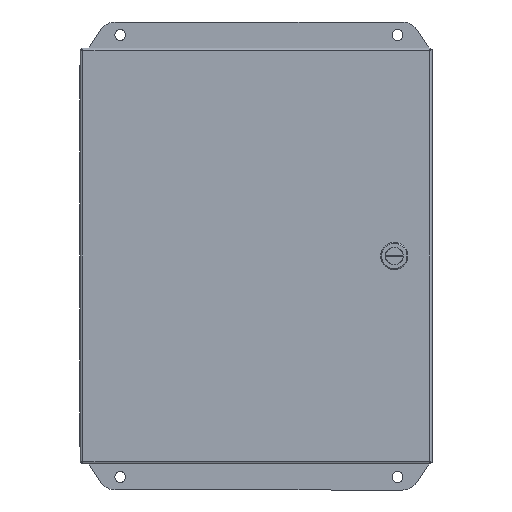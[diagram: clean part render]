
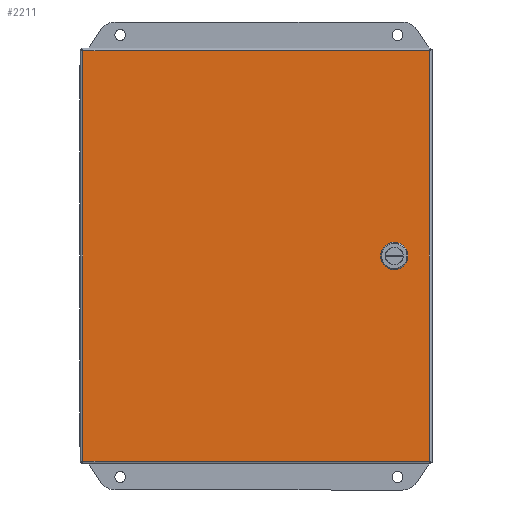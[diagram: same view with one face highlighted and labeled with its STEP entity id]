
A CAD part, front view. The second image highlights one B-rep face of the part: STEP entity #2211.
In plain terms, the highlighted planar face has unit normal (0, -1, 0).
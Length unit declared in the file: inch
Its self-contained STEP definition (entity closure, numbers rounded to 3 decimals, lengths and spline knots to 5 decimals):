
#113 = VERTEX_POINT ( 'NONE', #3881 ) ;
#487 = EDGE_CURVE ( 'NONE', #21185, #16348, #6548, .T. ) ;
#528 = CARTESIAN_POINT ( 'NONE',  ( -5.07322, -5.61133, -5.914 ) ) ;
#765 = ORIENTED_EDGE ( 'NONE', *, *, #10488, .F. ) ;
#904 = EDGE_CURVE ( 'NONE', #8113, #9213, #8860, .T. ) ;
#1185 = VERTEX_POINT ( 'NONE', #9712 ) ;
#1655 = EDGE_CURVE ( 'NONE', #6765, #16373, #19769, .T. ) ;
#2211 = ADVANCED_FACE ( 'NONE', ( #13616, #3398 ), #3722, .T. ) ;
#2344 = VECTOR ( 'NONE', #7708, 39.37008 ) ;
#2382 = VECTOR ( 'NONE', #18159, 39.37008 ) ;
#2396 = ORIENTED_EDGE ( 'NONE', *, *, #904, .F. ) ;
#2765 = EDGE_CURVE ( 'NONE', #16348, #13187, #14662, .T. ) ;
#2886 = EDGE_LOOP ( 'NONE', ( #12782, #12219, #3368, #14234 ) ) ;
#3368 = ORIENTED_EDGE ( 'NONE', *, *, #5428, .T. ) ;
#3369 = CARTESIAN_POINT ( 'NONE',  ( 3.83119, -5.61133, -0.331 ) ) ;
#3398 = FACE_OUTER_BOUND ( 'NONE', #2886, .T. ) ;
#3722 = PLANE ( 'NONE',  #12557 ) ;
#3881 = CARTESIAN_POINT ( 'NONE',  ( 3.83119, -5.61133, 0.331 ) ) ;
#3897 = VECTOR ( 'NONE', #18222, 39.37008 ) ;
#4350 = CARTESIAN_POINT ( 'NONE',  ( 3.98237, -5.61133, -0.331 ) ) ;
#4462 = CARTESIAN_POINT ( 'NONE',  ( 4.91278, -5.61133, 5.914 ) ) ;
#4519 = CARTESIAN_POINT ( 'NONE',  ( 3.57578, -5.61133, -0.07559 ) ) ;
#4769 = CARTESIAN_POINT ( 'NONE',  ( 3.57578, -5.61133, 0.07559 ) ) ;
#5136 = LINE ( 'NONE', #11697, #6950 ) ;
#5166 = DIRECTION ( 'NONE',  ( 0., 0., 1. ) ) ;
#5178 = VECTOR ( 'NONE', #5689, 39.37008 ) ;
#5208 = LINE ( 'NONE', #19719, #3897 ) ;
#5428 = EDGE_CURVE ( 'NONE', #1185, #9031, #14671, .T. ) ;
#5440 = CARTESIAN_POINT ( 'NONE',  ( -5.07322, -5.61133, -5.914 ) ) ;
#5687 = CARTESIAN_POINT ( 'NONE',  ( 3.57578, -5.61133, 0.07559 ) ) ;
#5689 = DIRECTION ( 'NONE',  ( 1., 0., 0. ) ) ;
#5938 = CARTESIAN_POINT ( 'NONE',  ( 3.83119, -5.61133, 0.331 ) ) ;
#6234 = DIRECTION ( 'NONE',  ( 0., 0., -1. ) ) ;
#6453 = LINE ( 'NONE', #13131, #12773 ) ;
#6548 = LINE ( 'NONE', #4519, #9386 ) ;
#6621 = CARTESIAN_POINT ( 'NONE',  ( 3.98237, -5.61133, -0.331 ) ) ;
#6701 = VECTOR ( 'NONE', #15201, 39.37008 ) ;
#6729 = CARTESIAN_POINT ( 'NONE',  ( 4.91278, -5.61133, -5.914 ) ) ;
#6765 = VERTEX_POINT ( 'NONE', #6621 ) ;
#6950 = VECTOR ( 'NONE', #17844, 39.37008 ) ;
#7068 = DIRECTION ( 'NONE',  ( 0., 0., -1. ) ) ;
#7467 = CARTESIAN_POINT ( 'NONE',  ( 4.23778, -5.61133, -0.07559 ) ) ;
#7708 = DIRECTION ( 'NONE',  ( 0., 0., -1. ) ) ;
#8029 = EDGE_CURVE ( 'NONE', #113, #21185, #9615, .T. ) ;
#8113 = VERTEX_POINT ( 'NONE', #16492 ) ;
#8562 = ORIENTED_EDGE ( 'NONE', *, *, #10438, .F. ) ;
#8860 = LINE ( 'NONE', #15407, #6701 ) ;
#9031 = VERTEX_POINT ( 'NONE', #14994 ) ;
#9100 = CARTESIAN_POINT ( 'NONE',  ( 3.57578, -5.61133, -0.07559 ) ) ;
#9213 = VERTEX_POINT ( 'NONE', #17697 ) ;
#9386 = VECTOR ( 'NONE', #6234, 39.37008 ) ;
#9493 = VERTEX_POINT ( 'NONE', #4462 ) ;
#9615 = LINE ( 'NONE', #4769, #10898 ) ;
#9712 = CARTESIAN_POINT ( 'NONE',  ( -5.07322, -5.61133, 5.914 ) ) ;
#9989 = LINE ( 'NONE', #5938, #2382 ) ;
#10438 = EDGE_CURVE ( 'NONE', #13187, #6765, #12537, .T. ) ;
#10488 = EDGE_CURVE ( 'NONE', #16373, #8113, #5208, .T. ) ;
#10898 = VECTOR ( 'NONE', #11331, 39.37008 ) ;
#11036 = DIRECTION ( 'NONE',  ( 1., 0., 0. ) ) ;
#11123 = ORIENTED_EDGE ( 'NONE', *, *, #8029, .F. ) ;
#11331 = DIRECTION ( 'NONE',  ( -0.707, 0., -0.707 ) ) ;
#11697 = CARTESIAN_POINT ( 'NONE',  ( -5.07322, -5.61133, 5.914 ) ) ;
#11779 = VECTOR ( 'NONE', #19622, 39.37008 ) ;
#12012 = DIRECTION ( 'NONE',  ( 0., -1., 0. ) ) ;
#12219 = ORIENTED_EDGE ( 'NONE', *, *, #15169, .T. ) ;
#12537 = LINE ( 'NONE', #4350, #15925 ) ;
#12557 = AXIS2_PLACEMENT_3D ( 'NONE', #5440, #12012, #7068 ) ;
#12773 = VECTOR ( 'NONE', #5166, 39.37008 ) ;
#12782 = ORIENTED_EDGE ( 'NONE', *, *, #14665, .T. ) ;
#13068 = CARTESIAN_POINT ( 'NONE',  ( -5.07322, -5.61133, -5.914 ) ) ;
#13131 = CARTESIAN_POINT ( 'NONE',  ( 4.91278, -5.61133, -5.914 ) ) ;
#13187 = VERTEX_POINT ( 'NONE', #17579 ) ;
#13508 = ORIENTED_EDGE ( 'NONE', *, *, #16734, .F. ) ;
#13616 = FACE_BOUND ( 'NONE', #15561, .T. ) ;
#13629 = EDGE_CURVE ( 'NONE', #9031, #17101, #20218, .T. ) ;
#14234 = ORIENTED_EDGE ( 'NONE', *, *, #13629, .T. ) ;
#14662 = LINE ( 'NONE', #3369, #11779 ) ;
#14665 = EDGE_CURVE ( 'NONE', #17101, #9493, #6453, .T. ) ;
#14671 = LINE ( 'NONE', #13068, #2344 ) ;
#14994 = CARTESIAN_POINT ( 'NONE',  ( -5.07322, -5.61133, -5.914 ) ) ;
#15169 = EDGE_CURVE ( 'NONE', #9493, #1185, #5136, .T. ) ;
#15201 = DIRECTION ( 'NONE',  ( -0.707, 0., 0.707 ) ) ;
#15407 = CARTESIAN_POINT ( 'NONE',  ( 3.98237, -5.61133, 0.331 ) ) ;
#15561 = EDGE_LOOP ( 'NONE', ( #8562, #18019, #18426, #11123, #13508, #2396, #765, #17520 ) ) ;
#15925 = VECTOR ( 'NONE', #11036, 39.37008 ) ;
#16031 = DIRECTION ( 'NONE',  ( 0.707, 0., 0.707 ) ) ;
#16348 = VERTEX_POINT ( 'NONE', #9100 ) ;
#16373 = VERTEX_POINT ( 'NONE', #7467 ) ;
#16492 = CARTESIAN_POINT ( 'NONE',  ( 4.23778, -5.61133, 0.07559 ) ) ;
#16734 = EDGE_CURVE ( 'NONE', #9213, #113, #9989, .T. ) ;
#17101 = VERTEX_POINT ( 'NONE', #6729 ) ;
#17520 = ORIENTED_EDGE ( 'NONE', *, *, #1655, .F. ) ;
#17579 = CARTESIAN_POINT ( 'NONE',  ( 3.83119, -5.61133, -0.331 ) ) ;
#17697 = CARTESIAN_POINT ( 'NONE',  ( 3.98237, -5.61133, 0.331 ) ) ;
#17844 = DIRECTION ( 'NONE',  ( -1., 0., 0. ) ) ;
#18019 = ORIENTED_EDGE ( 'NONE', *, *, #2765, .F. ) ;
#18159 = DIRECTION ( 'NONE',  ( -1., 0., 0. ) ) ;
#18168 = CARTESIAN_POINT ( 'NONE',  ( 4.23778, -5.61133, -0.07559 ) ) ;
#18222 = DIRECTION ( 'NONE',  ( 0., 0., 1. ) ) ;
#18426 = ORIENTED_EDGE ( 'NONE', *, *, #487, .F. ) ;
#18813 = VECTOR ( 'NONE', #16031, 39.37008 ) ;
#19622 = DIRECTION ( 'NONE',  ( 0.707, 0., -0.707 ) ) ;
#19719 = CARTESIAN_POINT ( 'NONE',  ( 4.23778, -5.61133, 0.07559 ) ) ;
#19769 = LINE ( 'NONE', #18168, #18813 ) ;
#20218 = LINE ( 'NONE', #528, #5178 ) ;
#21185 = VERTEX_POINT ( 'NONE', #5687 ) ;
